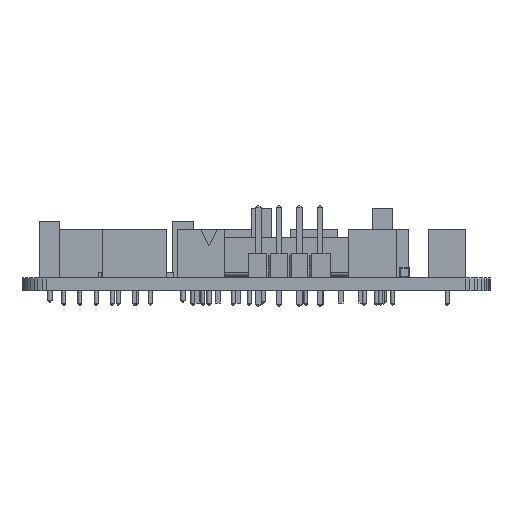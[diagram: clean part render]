
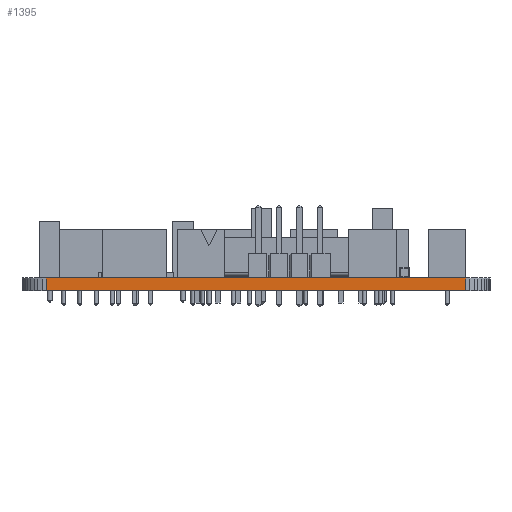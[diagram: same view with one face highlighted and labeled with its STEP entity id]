
A CAD part, front view. The second image highlights one B-rep face of the part: STEP entity #1395.
In plain terms, the highlighted planar face has unit normal (0, -1, 0).
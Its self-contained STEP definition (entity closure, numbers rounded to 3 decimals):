
#181 = EDGE_CURVE('',#182,#184,#186,.T.);
#182 = VERTEX_POINT('',#183);
#183 = CARTESIAN_POINT('',(61.175,5.299,0.));
#184 = VERTEX_POINT('',#185);
#185 = CARTESIAN_POINT('',(61.175,5.299,1.595));
#186 = LINE('',#187,#188);
#187 = CARTESIAN_POINT('',(61.175,5.299,0.));
#188 = VECTOR('',#189,1.);
#189 = DIRECTION('',(0.,0.,1.));
#1370 = VERTEX_POINT('',#1371);
#1371 = CARTESIAN_POINT('',(9.175,5.299,1.595));
#1377 = EDGE_CURVE('',#1378,#1370,#1380,.T.);
#1378 = VERTEX_POINT('',#1379);
#1379 = CARTESIAN_POINT('',(9.175,5.299,0.));
#1380 = LINE('',#1381,#1382);
#1381 = CARTESIAN_POINT('',(9.175,5.299,0.));
#1382 = VECTOR('',#1383,1.);
#1383 = DIRECTION('',(0.,0.,1.));
#1395 = ADVANCED_FACE('',(#1396),#1412,.F.);
#1396 = FACE_BOUND('',#1397,.F.);
#1397 = EDGE_LOOP('',(#1398,#1399,#1405,#1406));
#1398 = ORIENTED_EDGE('',*,*,#1377,.T.);
#1399 = ORIENTED_EDGE('',*,*,#1400,.T.);
#1400 = EDGE_CURVE('',#1370,#184,#1401,.T.);
#1401 = LINE('',#1402,#1403);
#1402 = CARTESIAN_POINT('',(9.175,5.299,1.595));
#1403 = VECTOR('',#1404,1.);
#1404 = DIRECTION('',(1.,0.,0.));
#1405 = ORIENTED_EDGE('',*,*,#181,.F.);
#1406 = ORIENTED_EDGE('',*,*,#1407,.F.);
#1407 = EDGE_CURVE('',#1378,#182,#1408,.T.);
#1408 = LINE('',#1409,#1410);
#1409 = CARTESIAN_POINT('',(9.175,5.299,0.));
#1410 = VECTOR('',#1411,1.);
#1411 = DIRECTION('',(1.,0.,0.));
#1412 = PLANE('',#1413);
#1413 = AXIS2_PLACEMENT_3D('',#1414,#1415,#1416);
#1414 = CARTESIAN_POINT('',(9.175,5.299,0.));
#1415 = DIRECTION('',(0.,1.,0.));
#1416 = DIRECTION('',(1.,0.,0.));
